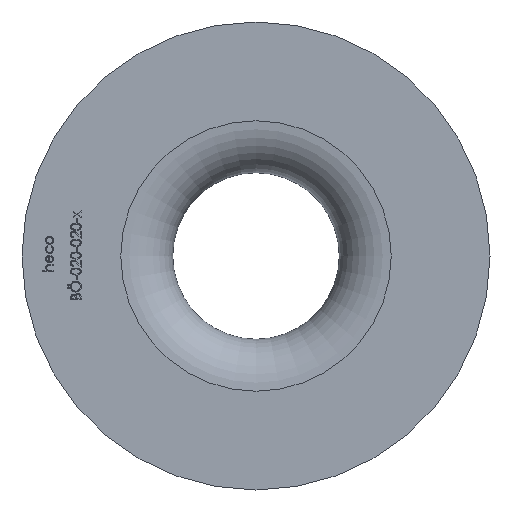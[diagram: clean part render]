
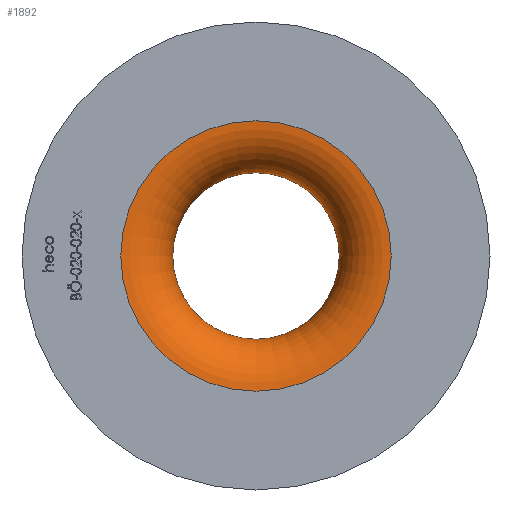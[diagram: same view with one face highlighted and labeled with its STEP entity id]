
A CAD part, left-side view. The second image highlights one B-rep face of the part: STEP entity #1892.
In plain terms, the highlighted toroidal (fillet/blend) face has major radius 13 mm and minor radius 5 mm.
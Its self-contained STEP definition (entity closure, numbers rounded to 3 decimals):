
#373 = EDGE_CURVE ( 'NONE', #11270, #11270, #8130, .T. ) ;
#1176 = DIRECTION ( 'NONE',  ( -1., 0., 0. ) ) ;
#1892 = ADVANCED_FACE ( 'NONE', ( #6861, #13059 ), #6164, .T. ) ;
#2618 = CIRCLE ( 'NONE', #11907, 8. ) ;
#3158 = CARTESIAN_POINT ( 'NONE',  ( 0., 0., 13. ) ) ;
#3414 = ORIENTED_EDGE ( 'NONE', *, *, #373, .T. ) ;
#4099 = AXIS2_PLACEMENT_3D ( 'NONE', #14024, #10300, #6585 ) ;
#4686 = EDGE_LOOP ( 'NONE', ( #3414 ) ) ;
#5505 = DIRECTION ( 'NONE',  ( 0., 0., 1. ) ) ;
#6101 = ORIENTED_EDGE ( 'NONE', *, *, #15084, .F. ) ;
#6164 = TOROIDAL_SURFACE ( 'NONE', #15176, 13., 5. ) ;
#6585 = DIRECTION ( 'NONE',  ( 0., 0., 1. ) ) ;
#6688 = DIRECTION ( 'NONE',  ( -1., 0., 0. ) ) ;
#6861 = FACE_OUTER_BOUND ( 'NONE', #10243, .T. ) ;
#7095 = CARTESIAN_POINT ( 'NONE',  ( 5., 0., 0. ) ) ;
#8130 = CIRCLE ( 'NONE', #4099, 13. ) ;
#8432 = DIRECTION ( 'NONE',  ( 0., 0., 1. ) ) ;
#8819 = VERTEX_POINT ( 'NONE', #14839 ) ;
#10243 = EDGE_LOOP ( 'NONE', ( #6101 ) ) ;
#10300 = DIRECTION ( 'NONE',  ( -1., 0., 0. ) ) ;
#11267 = CARTESIAN_POINT ( 'NONE',  ( 5., 0., 0. ) ) ;
#11270 = VERTEX_POINT ( 'NONE', #3158 ) ;
#11907 = AXIS2_PLACEMENT_3D ( 'NONE', #11267, #6688, #5505 ) ;
#13059 = FACE_OUTER_BOUND ( 'NONE', #4686, .T. ) ;
#14024 = CARTESIAN_POINT ( 'NONE',  ( 0., 0., 0. ) ) ;
#14839 = CARTESIAN_POINT ( 'NONE',  ( 5., 0., 8. ) ) ;
#15084 = EDGE_CURVE ( 'NONE', #8819, #8819, #2618, .T. ) ;
#15176 = AXIS2_PLACEMENT_3D ( 'NONE', #7095, #1176, #8432 ) ;
